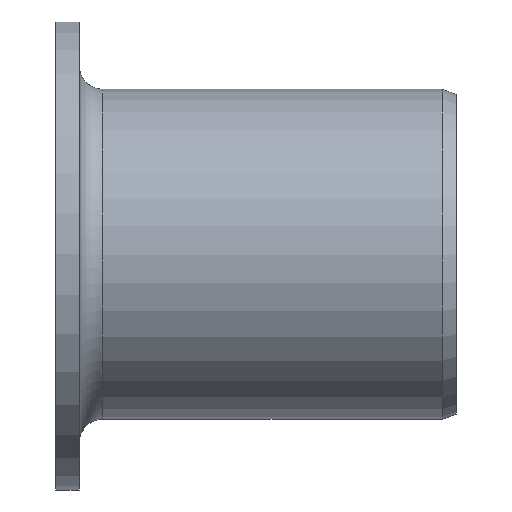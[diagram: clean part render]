
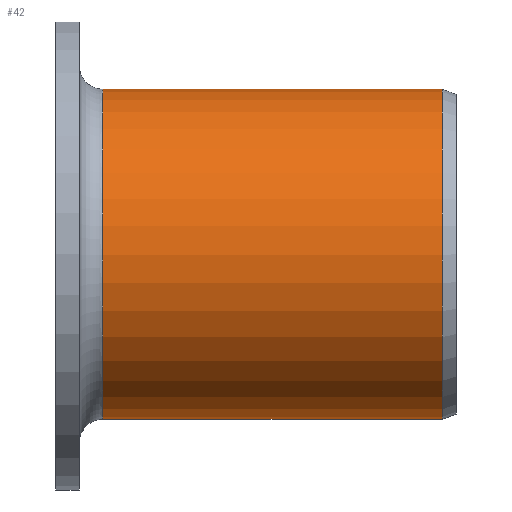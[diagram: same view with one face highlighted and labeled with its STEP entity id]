
A CAD part, top view. The second image highlights one B-rep face of the part: STEP entity #42.
In plain terms, the highlighted cylindrical face has radius 7 mm (diameter 14 mm), a partial arc.
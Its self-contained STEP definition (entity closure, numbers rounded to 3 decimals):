
#42 = ADVANCED_FACE( '', ( #89 ), #90, .T. );
#89 = FACE_OUTER_BOUND( '', #138, .T. );
#90 = CYLINDRICAL_SURFACE( '', #139, 7. );
#138 = EDGE_LOOP( '', ( #193, #194, #195, #196 ) );
#139 = AXIS2_PLACEMENT_3D( '', #197, #198, #199 );
#193 = ORIENTED_EDGE( '', *, *, #315, .F. );
#194 = ORIENTED_EDGE( '', *, *, #316, .T. );
#195 = ORIENTED_EDGE( '', *, *, #317, .T. );
#196 = ORIENTED_EDGE( '', *, *, #318, .T. );
#197 = CARTESIAN_POINT( '', ( 0., 0., 0. ) );
#198 = DIRECTION( '', ( 1., 0., 0. ) );
#199 = DIRECTION( '', ( 0., 0., 1. ) );
#315 = EDGE_CURVE( '', #375, #376, #377, .T. );
#316 = EDGE_CURVE( '', #375, #378, #379, .F. );
#317 = EDGE_CURVE( '', #378, #380, #381, .T. );
#318 = EDGE_CURVE( '', #380, #376, #382, .T. );
#375 = VERTEX_POINT( '', #455 );
#376 = VERTEX_POINT( '', #456 );
#377 = CIRCLE( '', #457, 7. );
#378 = VERTEX_POINT( '', #458 );
#379 = LINE( '', #459, #460 );
#380 = VERTEX_POINT( '', #461 );
#381 = CIRCLE( '', #462, 7. );
#382 = LINE( '', #463, #464 );
#455 = CARTESIAN_POINT( '', ( 2., 7., -0.077 ) );
#456 = CARTESIAN_POINT( '', ( 2., 7., 0.077 ) );
#457 = AXIS2_PLACEMENT_3D( '', #580, #581, #582 );
#458 = CARTESIAN_POINT( '', ( 16.4, 7., -0.077 ) );
#459 = CARTESIAN_POINT( '', ( 0., 7., -0.077 ) );
#460 = VECTOR( '', #583, 1000. );
#461 = CARTESIAN_POINT( '', ( 16.4, 7., 0.077 ) );
#462 = AXIS2_PLACEMENT_3D( '', #584, #585, #586 );
#463 = CARTESIAN_POINT( '', ( 0., 7., 0.077 ) );
#464 = VECTOR( '', #587, 1000. );
#580 = CARTESIAN_POINT( '', ( 2., 0., 0. ) );
#581 = DIRECTION( '', ( -1., 0., 0. ) );
#582 = DIRECTION( '', ( 0., 0., 1. ) );
#583 = DIRECTION( '', ( -1., 0., 0. ) );
#584 = CARTESIAN_POINT( '', ( 16.4, 0., 0. ) );
#585 = DIRECTION( '', ( -1., 0., 0. ) );
#586 = DIRECTION( '', ( 0., 0., 1. ) );
#587 = DIRECTION( '', ( -1., 0., 0. ) );
